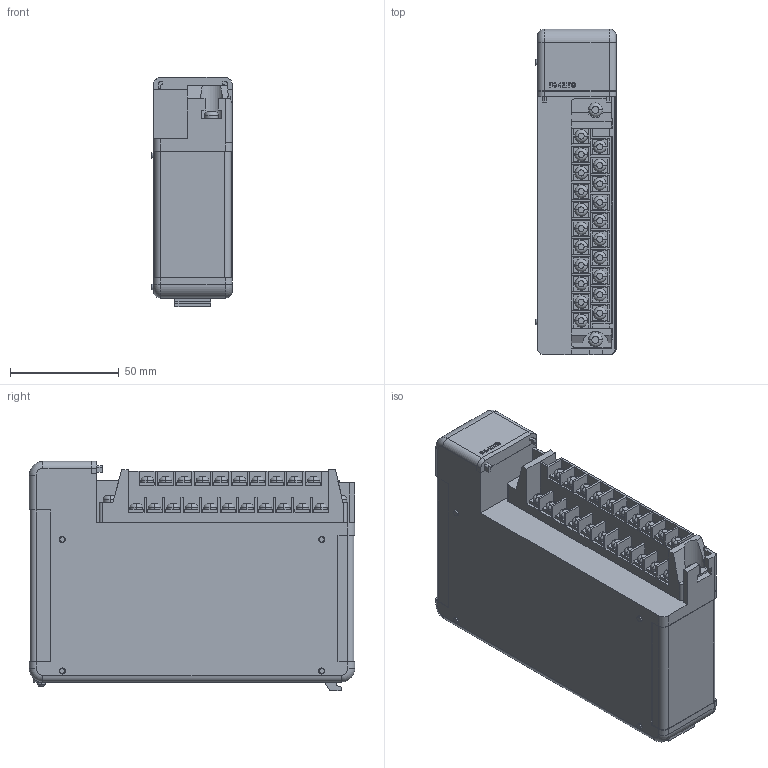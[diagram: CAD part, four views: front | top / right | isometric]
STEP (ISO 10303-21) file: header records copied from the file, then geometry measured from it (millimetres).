
FILE_DESCRIPTION (( 'STEP AP214' ), '1' );
FILE_NAME ('F4--4LTC.step', '2014-09-23T18:06:22', ( '' ), ( '' ), 'SwSTEP 2.0', 'SolidWorks 2014', '' );
FILE_SCHEMA (( 'AUTOMOTIVE_DESIGN' ));
Length unit declared in the file: inch
Products named in the file (1): F4--4LTC
Bounding box: 36.96 x 149.99 x 105.56 mm (x, y, z)
Volume: 450851.3 mm3; surface area: 56006.7 mm2
Topology: 13 solids, 13 shells, 576 faces, 1426 edges, 930 vertices
Faces by surface type: plane 418, cylinder 86, torus 54, cone 10, bspline 8
Entity records: 21979 total; most frequent: CARTESIAN_POINT 3575, ORIENTED_EDGE 2852, DIRECTION 2829, EDGE_CURVE 1426, LINE 1115, VECTOR 1115, VERTEX_POINT 930, AXIS2_PLACEMENT_3D 857
